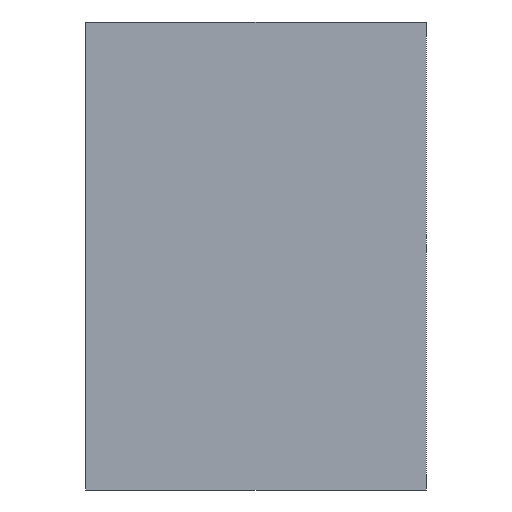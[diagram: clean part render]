
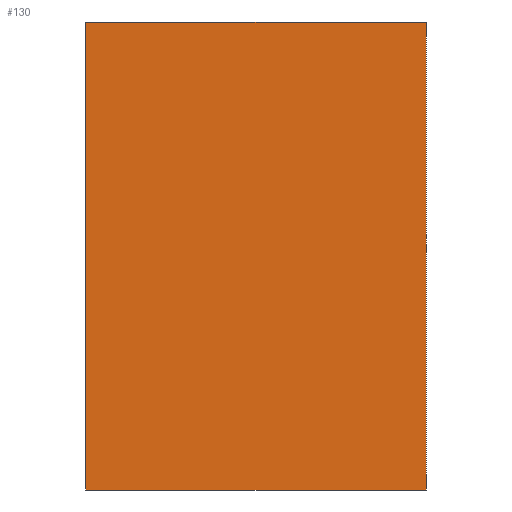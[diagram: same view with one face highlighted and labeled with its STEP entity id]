
A CAD part, front view. The second image highlights one B-rep face of the part: STEP entity #130.
In plain terms, the highlighted planar face has unit normal (0, -1, 0).
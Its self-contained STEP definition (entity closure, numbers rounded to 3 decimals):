
#130=ADVANCED_FACE('',(#240),#242,.T.);
#240=FACE_BOUND('',#241,.T.);
#241=EDGE_LOOP('',(#330,#331,#332,#333));
#242=PLANE('',#243);
#243=AXIS2_PLACEMENT_3D('',#244,#245,#246);
#244=CARTESIAN_POINT('',(0.,0.,0.));
#245=DIRECTION('',(0.,-1.,0.));
#246=DIRECTION('',(1.,0.,0.));
#330=ORIENTED_EDGE('',*,*,#360,.T.);
#331=ORIENTED_EDGE('',*,*,#369,.T.);
#332=ORIENTED_EDGE('',*,*,#385,.F.);
#333=ORIENTED_EDGE('',*,*,#375,.F.);
#360=EDGE_CURVE('',#403,#401,#404,.T.);
#369=EDGE_CURVE('',#401,#418,#420,.T.);
#375=EDGE_CURVE('',#403,#429,#430,.T.);
#385=EDGE_CURVE('',#429,#418,#445,.T.);
#401=VERTEX_POINT('',#471);
#403=VERTEX_POINT('',#475);
#404=LINE('',#476,#477);
#418=VERTEX_POINT('',#506);
#420=LINE('',#510,#511);
#429=VERTEX_POINT('',#531);
#430=LINE('',#532,#533);
#445=LINE('',#567,#568);
#471=CARTESIAN_POINT('',(0.8,0.,0.));
#475=CARTESIAN_POINT('',(0.,0.,0.));
#476=CARTESIAN_POINT('',(0.,0.,0.));
#477=VECTOR('',#478,1.);
#478=DIRECTION('',(1.,0.,0.));
#506=CARTESIAN_POINT('',(0.8,0.,1.1));
#510=CARTESIAN_POINT('',(0.8,0.,0.));
#511=VECTOR('',#512,1.);
#512=DIRECTION('',(0.,0.,1.));
#531=CARTESIAN_POINT('',(0.,0.,1.1));
#532=CARTESIAN_POINT('',(0.,0.,0.));
#533=VECTOR('',#534,1.);
#534=DIRECTION('',(0.,0.,1.));
#567=CARTESIAN_POINT('',(0.,0.,1.1));
#568=VECTOR('',#569,1.);
#569=DIRECTION('',(1.,0.,0.));
